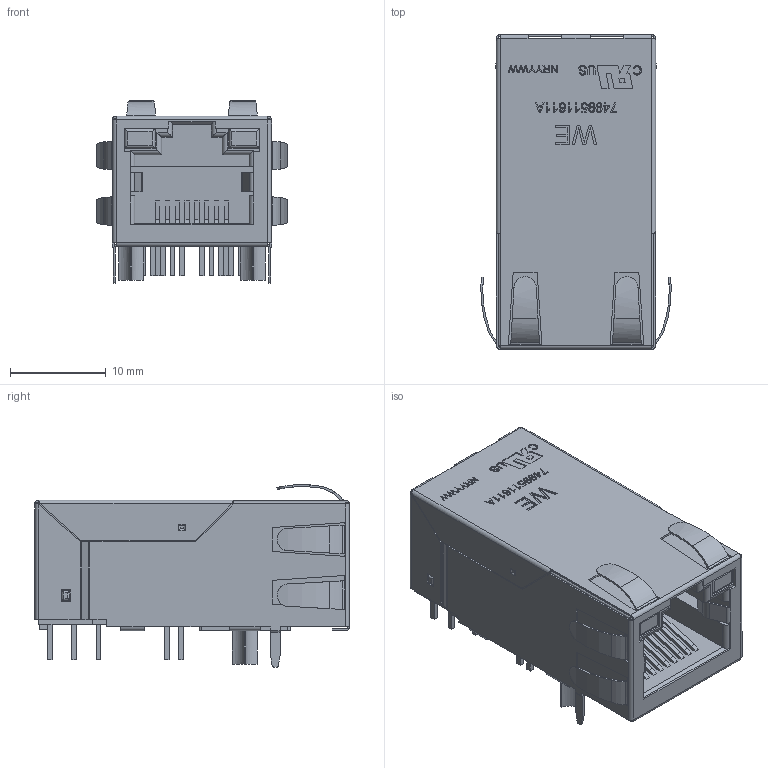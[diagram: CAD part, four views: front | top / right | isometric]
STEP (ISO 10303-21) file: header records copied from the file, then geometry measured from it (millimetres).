
FILE_DESCRIPTION(/* description */ ('Unknown'),/* implementation_level */ '2;1');
FILE_NAME(/* name */ 'T_Wurth_WE-RJ45LAN_7499511611A',/* time_stamp */ '2025-08-21T16:16:18+08:00',/* author */ ('Unknown'),/* organization */ ('Unknown'),/* preprocessor_version */ 'ST-DEVELOPER v19.4',/* originating_system */ 'Solid Edge',/* authorisation */ 'Unknown');
FILE_SCHEMA (('AUTOMOTIVE_DESIGN {1 0 10303 214 3 1 1}'));
Length unit declared in the file: millimetre
Products named in the file (2): T_Wurth_WE-RJ45LAN_7499511611A
Assembly tree (1 placements, depth 2):
  T_Wurth_WE-RJ45LAN_7499511611A
    T_Wurth_WE-RJ45LAN_7499511611A
Bounding box: 19.83 x 32.8 x 19.05 mm (x, y, z)
Volume: 5983.8 mm3; surface area: 6018.5 mm2
Topology: 1 solids, 1 shells, 948 faces, 2490 edges, 1604 vertices
Faces by surface type: plane 686, cylinder 218, bspline 42, sphere 2
Entity records: 36822 total; most frequent: CARTESIAN_POINT 7339, ORIENTED_EDGE 4970, DIRECTION 4237, EDGE_CURVE 2485, LINE 1705, VECTOR 1705, VERTEX_POINT 1604, AXIS2_PLACEMENT_3D 1266
